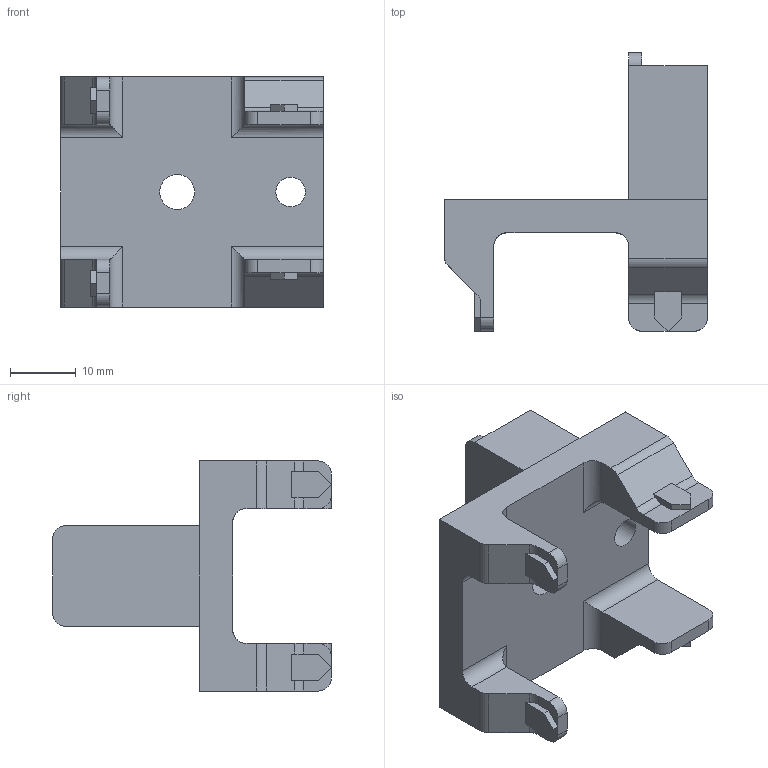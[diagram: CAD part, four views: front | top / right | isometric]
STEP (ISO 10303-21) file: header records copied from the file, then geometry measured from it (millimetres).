
FILE_DESCRIPTION(/* description */ (''),/* implementation_level */ '2;1');
FILE_NAME(/* name */ '2023 optics mount v4.step',/* time_stamp */ '2023-08-03T09:08:57-07:00',/* author */ (''),/* organization */ (''),/* preprocessor_version */ 'ST-DEVELOPER v19.2',/* originating_system */ 'Autodesk Translation Framework v12.6.0.85',/* authorisation */ '');
FILE_SCHEMA (('AUTOMOTIVE_DESIGN { 1 0 10303 214 3 1 1 }'));
Length unit declared in the file: millimetre
Products named in the file (1): 2023 optics mount
Bounding box: 40 x 42.4 x 35 mm (x, y, z)
Volume: 12800.3 mm3; surface area: 6782.4 mm2
Topology: 1 solids, 1 shells, 96 faces, 264 edges, 171 vertices
Faces by surface type: plane 62, cylinder 32, cone 2
Full cylindrical faces by diameter (mm): 4.496 x2, 5.3 x1
Entity records: 3076 total; most frequent: CARTESIAN_POINT 532, ORIENTED_EDGE 528, DIRECTION 521, EDGE_CURVE 264, LINE 201, VECTOR 201, VERTEX_POINT 171, AXIS2_PLACEMENT_3D 160
